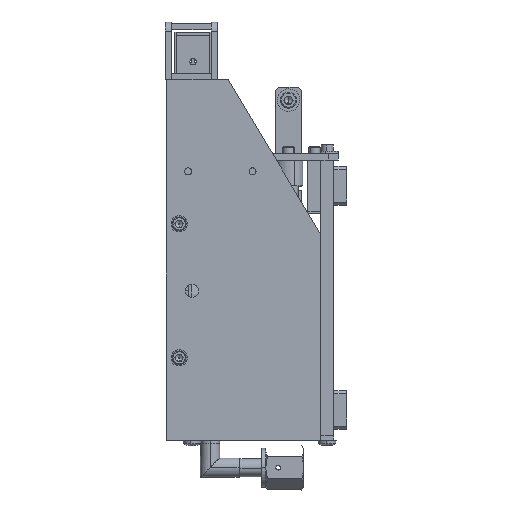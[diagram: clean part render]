
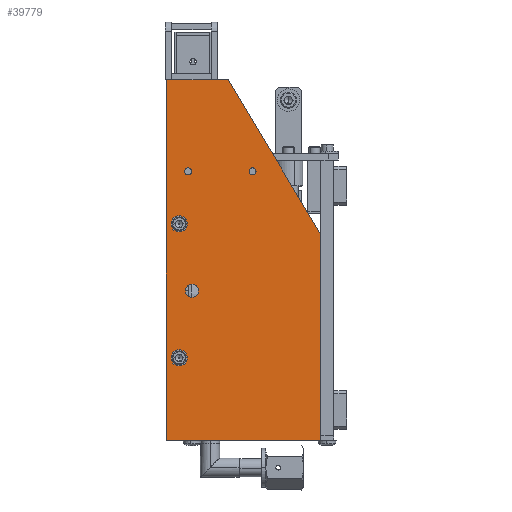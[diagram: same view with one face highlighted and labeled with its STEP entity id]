
A CAD part, left-side view. The second image highlights one B-rep face of the part: STEP entity #39779.
In plain terms, the highlighted planar face has unit normal (-1, 0, 0).
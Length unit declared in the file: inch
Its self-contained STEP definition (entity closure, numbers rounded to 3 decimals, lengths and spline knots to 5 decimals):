
#57 = FACE_BOUND ( 'NONE', #23852, .T. ) ;
#378 = AXIS2_PLACEMENT_3D ( 'NONE', #44435, #10696, #50115 ) ;
#618 = CARTESIAN_POINT ( 'NONE',  ( -1.84308, 2.23873, -1.76171 ) ) ;
#666 = AXIS2_PLACEMENT_3D ( 'NONE', #43716, #9955, #49391 ) ;
#998 = ORIENTED_EDGE ( 'NONE', *, *, #69988, .F. ) ;
#2964 = DIRECTION ( 'NONE',  ( 0., 1., 0. ) ) ;
#3316 = VERTEX_POINT ( 'NONE', #37236 ) ;
#4243 = VERTEX_POINT ( 'NONE', #73181 ) ;
#4634 = VERTEX_POINT ( 'NONE', #49126 ) ;
#4902 = DIRECTION ( 'NONE',  ( 0., 1., 0. ) ) ;
#5211 = DIRECTION ( 'NONE',  ( -1., 0., 0. ) ) ;
#5373 = EDGE_CURVE ( 'NONE', #3316, #11360, #46785, .T. ) ;
#5604 = EDGE_CURVE ( 'NONE', #63556, #4634, #59061, .T. ) ;
#6436 = CARTESIAN_POINT ( 'NONE',  ( -1.84308, 3.49573, -0.54171 ) ) ;
#6573 = EDGE_CURVE ( 'NONE', #64920, #7523, #16423, .T. ) ;
#7523 = VERTEX_POINT ( 'NONE', #20881 ) ;
#7849 = ORIENTED_EDGE ( 'NONE', *, *, #6573, .F. ) ;
#8728 = EDGE_CURVE ( 'NONE', #19416, #63556, #52332, .T. ) ;
#9955 = DIRECTION ( 'NONE',  ( -1., 0., 0. ) ) ;
#10696 = DIRECTION ( 'NONE',  ( 1., 0., 0. ) ) ;
#10822 = CARTESIAN_POINT ( 'NONE',  ( -1.84308, 4.73873, -2.86171 ) ) ;
#11360 = VERTEX_POINT ( 'NONE', #6436 ) ;
#12186 = ORIENTED_EDGE ( 'NONE', *, *, #68846, .F. ) ;
#12567 = AXIS2_PLACEMENT_3D ( 'NONE', #38953, #5211, #44617 ) ;
#13282 = FACE_BOUND ( 'NONE', #23878, .T. ) ;
#13293 = CIRCLE ( 'NONE', #15461, 0.15625 ) ;
#14488 = ORIENTED_EDGE ( 'NONE', *, *, #38193, .F. ) ;
#14584 = EDGE_CURVE ( 'NONE', #46038, #41224, #60751, .T. ) ;
#14733 = VERTEX_POINT ( 'NONE', #54312 ) ;
#14783 = DIRECTION ( 'NONE',  ( 0., -1., 0. ) ) ;
#15461 = AXIS2_PLACEMENT_3D ( 'NONE', #26266, #65763, #31946 ) ;
#15760 = CARTESIAN_POINT ( 'NONE',  ( -1.84308, 2.23873, -5.76171 ) ) ;
#16128 = DIRECTION ( 'NONE',  ( -1., 0., 0. ) ) ;
#16423 = CIRCLE ( 'NONE', #37846, 0.068 ) ;
#16546 = DIRECTION ( 'NONE',  ( 0., 1., 0. ) ) ;
#16577 = ORIENTED_EDGE ( 'NONE', *, *, #5604, .F. ) ;
#19353 = CARTESIAN_POINT ( 'NONE',  ( -1.84308, 5.23873, 1.23829 ) ) ;
#19416 = VERTEX_POINT ( 'NONE', #618 ) ;
#19592 = DIRECTION ( 'NONE',  ( 0., 1., 0. ) ) ;
#19646 = EDGE_CURVE ( 'NONE', #72382, #50065, #57453, .T. ) ;
#20881 = CARTESIAN_POINT ( 'NONE',  ( -1.84308, 4.74573, -0.54171 ) ) ;
#21261 = CARTESIAN_POINT ( 'NONE',  ( -1.84308, 4.61373, -2.86171 ) ) ;
#22391 = VECTOR ( 'NONE', #65794, 39.37008 ) ;
#22620 = CARTESIAN_POINT ( 'NONE',  ( -1.84308, 3.56373, -0.54171 ) ) ;
#23550 = EDGE_CURVE ( 'NONE', #50065, #72382, #51825, .T. ) ;
#23706 = ORIENTED_EDGE ( 'NONE', *, *, #51910, .F. ) ;
#23852 = EDGE_LOOP ( 'NONE', ( #12186, #23706 ) ) ;
#23878 = EDGE_LOOP ( 'NONE', ( #53623, #45977 ) ) ;
#24535 = CARTESIAN_POINT ( 'NONE',  ( -1.84308, 4.73873, -2.86171 ) ) ;
#25149 = CARTESIAN_POINT ( 'NONE',  ( -1.84308, 4.98873, -1.56171 ) ) ;
#26266 = CARTESIAN_POINT ( 'NONE',  ( -1.84308, 4.98873, -4.16171 ) ) ;
#26908 = CARTESIAN_POINT ( 'NONE',  ( -1.84308, 4.03873, 1.23829 ) ) ;
#27257 = VECTOR ( 'NONE', #19592, 39.37008 ) ;
#28254 = DIRECTION ( 'NONE',  ( 0., 1., 0. ) ) ;
#29397 = ORIENTED_EDGE ( 'NONE', *, *, #14584, .F. ) ;
#30143 = DIRECTION ( 'NONE',  ( 0., 1., 0. ) ) ;
#30671 = CIRCLE ( 'NONE', #32299, 0.15625 ) ;
#30820 = DIRECTION ( 'NONE',  ( 0., 1., 0. ) ) ;
#31314 = AXIS2_PLACEMENT_3D ( 'NONE', #22620, #62062, #28254 ) ;
#31946 = DIRECTION ( 'NONE',  ( 0., 1., 0. ) ) ;
#31985 = VECTOR ( 'NONE', #14783, 39.37008 ) ;
#32261 = CIRCLE ( 'NONE', #36590, 0.125 ) ;
#32299 = AXIS2_PLACEMENT_3D ( 'NONE', #70574, #36725, #2964 ) ;
#32761 = ORIENTED_EDGE ( 'NONE', *, *, #19646, .F. ) ;
#33284 = AXIS2_PLACEMENT_3D ( 'NONE', #49848, #16128, #55571 ) ;
#35473 = EDGE_CURVE ( 'NONE', #73026, #19416, #41556, .T. ) ;
#36590 = AXIS2_PLACEMENT_3D ( 'NONE', #10822, #50242, #16546 ) ;
#36725 = DIRECTION ( 'NONE',  ( -1., 0., 0. ) ) ;
#37236 = CARTESIAN_POINT ( 'NONE',  ( -1.84308, 3.63173, -0.54171 ) ) ;
#37472 = EDGE_LOOP ( 'NONE', ( #32761, #54348 ) ) ;
#37846 = AXIS2_PLACEMENT_3D ( 'NONE', #72492, #38664, #4902 ) ;
#38193 = EDGE_CURVE ( 'NONE', #4634, #40971, #61405, .T. ) ;
#38664 = DIRECTION ( 'NONE',  ( -1., 0., 0. ) ) ;
#38953 = CARTESIAN_POINT ( 'NONE',  ( -1.84308, 3.56373, -0.54171 ) ) ;
#39039 = EDGE_CURVE ( 'NONE', #40971, #73026, #45229, .T. ) ;
#39051 = CARTESIAN_POINT ( 'NONE',  ( -1.84308, 4.03873, 1.23829 ) ) ;
#39779 = ADVANCED_FACE ( 'NONE', ( #71524, #43218, #57, #13282, #56526, #41447 ), #49849, .F. ) ;
#40971 = VERTEX_POINT ( 'NONE', #19353 ) ;
#41183 = EDGE_LOOP ( 'NONE', ( #7849, #65699 ) ) ;
#41224 = VERTEX_POINT ( 'NONE', #21261 ) ;
#41447 = FACE_OUTER_BOUND ( 'NONE', #57100, .T. ) ;
#41556 = LINE ( 'NONE', #39051, #69870 ) ;
#41703 = AXIS2_PLACEMENT_3D ( 'NONE', #24535, #64004, #30143 ) ;
#43218 = FACE_BOUND ( 'NONE', #37472, .T. ) ;
#43716 = CARTESIAN_POINT ( 'NONE',  ( -1.84308, 4.98873, -1.56171 ) ) ;
#44080 = CARTESIAN_POINT ( 'NONE',  ( -1.84308, 4.86373, -2.86171 ) ) ;
#44435 = CARTESIAN_POINT ( 'NONE',  ( -1.84308, 5.23873, 1.23829 ) ) ;
#44617 = DIRECTION ( 'NONE',  ( 0., 1., 0. ) ) ;
#44726 = DIRECTION ( 'NONE',  ( 0., -0.514, -0.857 ) ) ;
#44958 = CARTESIAN_POINT ( 'NONE',  ( -1.84308, 5.23873, -5.76171 ) ) ;
#45229 = LINE ( 'NONE', #70742, #31985 ) ;
#45525 = CARTESIAN_POINT ( 'NONE',  ( -1.84308, 4.83248, -1.56171 ) ) ;
#45650 = EDGE_CURVE ( 'NONE', #11360, #3316, #60041, .T. ) ;
#45977 = ORIENTED_EDGE ( 'NONE', *, *, #45650, .F. ) ;
#46038 = VERTEX_POINT ( 'NONE', #44080 ) ;
#46785 = CIRCLE ( 'NONE', #31314, 0.068 ) ;
#48495 = CARTESIAN_POINT ( 'NONE',  ( -1.84308, 5.14498, -1.56171 ) ) ;
#49126 = CARTESIAN_POINT ( 'NONE',  ( -1.84308, 5.23873, -5.76171 ) ) ;
#49391 = DIRECTION ( 'NONE',  ( 0., 1., 0. ) ) ;
#49848 = CARTESIAN_POINT ( 'NONE',  ( -1.84308, 4.81373, -0.54171 ) ) ;
#49849 = PLANE ( 'NONE',  #378 ) ;
#50065 = VERTEX_POINT ( 'NONE', #45525 ) ;
#50115 = DIRECTION ( 'NONE',  ( 0., -1., 0. ) ) ;
#50242 = DIRECTION ( 'NONE',  ( -1., 0., 0. ) ) ;
#50613 = DIRECTION ( 'NONE',  ( 0., 0., 1. ) ) ;
#50655 = CARTESIAN_POINT ( 'NONE',  ( -1.84308, 4.88173, -0.54171 ) ) ;
#51825 = CIRCLE ( 'NONE', #666, 0.15625 ) ;
#51910 = EDGE_CURVE ( 'NONE', #14733, #4243, #13293, .T. ) ;
#52332 = LINE ( 'NONE', #58879, #22391 ) ;
#52869 = CIRCLE ( 'NONE', #33284, 0.068 ) ;
#53623 = ORIENTED_EDGE ( 'NONE', *, *, #5373, .F. ) ;
#54137 = AXIS2_PLACEMENT_3D ( 'NONE', #25149, #64657, #30820 ) ;
#54312 = CARTESIAN_POINT ( 'NONE',  ( -1.84308, 4.83248, -4.16171 ) ) ;
#54348 = ORIENTED_EDGE ( 'NONE', *, *, #23550, .F. ) ;
#55571 = DIRECTION ( 'NONE',  ( 0., 1., 0. ) ) ;
#55885 = EDGE_LOOP ( 'NONE', ( #29397, #998 ) ) ;
#56526 = FACE_BOUND ( 'NONE', #41183, .T. ) ;
#56550 = ORIENTED_EDGE ( 'NONE', *, *, #39039, .F. ) ;
#57100 = EDGE_LOOP ( 'NONE', ( #14488, #16577, #71979, #58384, #56550 ) ) ;
#57453 = CIRCLE ( 'NONE', #54137, 0.15625 ) ;
#58384 = ORIENTED_EDGE ( 'NONE', *, *, #35473, .F. ) ;
#58879 = CARTESIAN_POINT ( 'NONE',  ( -1.84308, 2.23873, -5.76171 ) ) ;
#59061 = LINE ( 'NONE', #70140, #27257 ) ;
#60041 = CIRCLE ( 'NONE', #12567, 0.068 ) ;
#60751 = CIRCLE ( 'NONE', #41703, 0.125 ) ;
#61405 = LINE ( 'NONE', #44958, #72854 ) ;
#62062 = DIRECTION ( 'NONE',  ( -1., 0., 0. ) ) ;
#62728 = EDGE_CURVE ( 'NONE', #7523, #64920, #52869, .T. ) ;
#63556 = VERTEX_POINT ( 'NONE', #15760 ) ;
#64004 = DIRECTION ( 'NONE',  ( -1., 0., 0. ) ) ;
#64657 = DIRECTION ( 'NONE',  ( -1., 0., 0. ) ) ;
#64920 = VERTEX_POINT ( 'NONE', #50655 ) ;
#65699 = ORIENTED_EDGE ( 'NONE', *, *, #62728, .F. ) ;
#65763 = DIRECTION ( 'NONE',  ( -1., 0., 0. ) ) ;
#65794 = DIRECTION ( 'NONE',  ( 0., 0., -1. ) ) ;
#68846 = EDGE_CURVE ( 'NONE', #4243, #14733, #30671, .T. ) ;
#69870 = VECTOR ( 'NONE', #44726, 39.37008 ) ;
#69988 = EDGE_CURVE ( 'NONE', #41224, #46038, #32261, .T. ) ;
#70140 = CARTESIAN_POINT ( 'NONE',  ( -1.84308, 5.23873, -5.76171 ) ) ;
#70574 = CARTESIAN_POINT ( 'NONE',  ( -1.84308, 4.98873, -4.16171 ) ) ;
#70742 = CARTESIAN_POINT ( 'NONE',  ( -1.84308, 5.23873, 1.23829 ) ) ;
#71524 = FACE_BOUND ( 'NONE', #55885, .T. ) ;
#71979 = ORIENTED_EDGE ( 'NONE', *, *, #8728, .F. ) ;
#72382 = VERTEX_POINT ( 'NONE', #48495 ) ;
#72492 = CARTESIAN_POINT ( 'NONE',  ( -1.84308, 4.81373, -0.54171 ) ) ;
#72854 = VECTOR ( 'NONE', #50613, 39.37008 ) ;
#73026 = VERTEX_POINT ( 'NONE', #26908 ) ;
#73181 = CARTESIAN_POINT ( 'NONE',  ( -1.84308, 5.14498, -4.16171 ) ) ;
